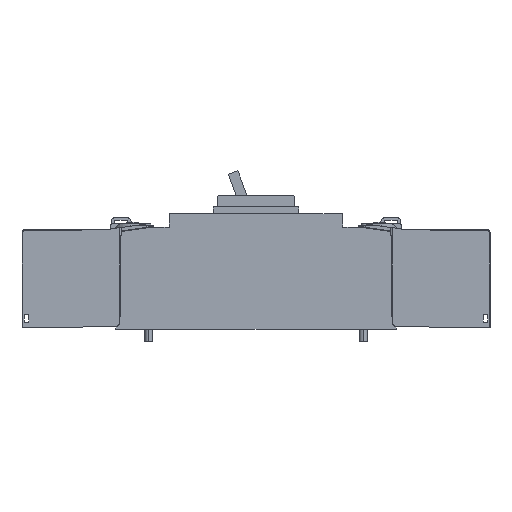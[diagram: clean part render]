
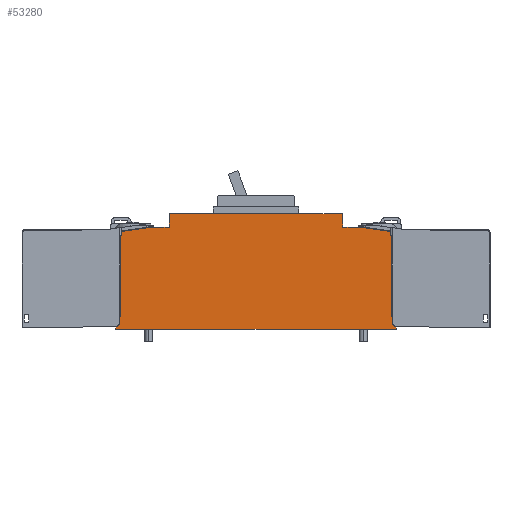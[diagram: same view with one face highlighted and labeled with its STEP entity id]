
A CAD part, left-side view. The second image highlights one B-rep face of the part: STEP entity #53280.
In plain terms, the highlighted planar face has unit normal (-1, 0, 0).
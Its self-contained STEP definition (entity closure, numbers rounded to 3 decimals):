
#7630=CARTESIAN_POINT('',(-2.5,409.221,
-0.001));
#7640=DIRECTION('',(0.,-0.012,1.));
#7650=VECTOR('',#7640,1.);
#7660=LINE('',#7630,#7650);
#7670=CARTESIAN_POINT('',(-2.5,410.047,
-67.594));
#7680=VERTEX_POINT('',#7670);
#7690=CARTESIAN_POINT('',(-2.5,409.398,
-14.501));
#7700=VERTEX_POINT('',#7690);
#7710=EDGE_CURVE('',#7680,#7700,#7660,.T.);
#9420=CARTESIAN_POINT('',(-2.5,381.1,-12.));
#9430=VERTEX_POINT('',#9420);
#9460=CARTESIAN_POINT('',(-2.5,2.644,-12.));
#9470=DIRECTION('',(0.,-1.,0.));
#9480=VECTOR('',#9470,1.);
#9490=LINE('',#9460,#9480);
#9500=CARTESIAN_POINT('',(-2.5,391.6,-12.));
#9510=VERTEX_POINT('',#9500);
#9520=EDGE_CURVE('',#9510,#9430,#9490,.T.);
#11160=CARTESIAN_POINT('',(-2.5,0.,43.036));
#11170=DIRECTION('',(0.,0.99,-0.139));
#11180=VECTOR('',#11170,1.);
#11190=LINE('',#11160,#11180);
#11200=EDGE_CURVE('',#9510,#7700,#11190,.T.);
#15550=CARTESIAN_POINT('',(-2.5,381.1,-4.));
#15560=VERTEX_POINT('',#15550);
#15710=CARTESIAN_POINT('',(-2.5,280.1,-4.));
#15720=VERTEX_POINT('',#15710);
#15750=CARTESIAN_POINT('',(-2.5,0.,-4.));
#15760=DIRECTION('',(0.,-1.,0.));
#15770=VECTOR('',#15760,1.);
#15780=LINE('',#15750,#15770);
#15790=EDGE_CURVE('',#15560,#15720,#15780,.T.);
#17920=CARTESIAN_POINT('',(-2.5,412.6,-72.));
#17930=VERTEX_POINT('',#17920);
#20030=CARTESIAN_POINT('',(-2.5,412.6,-70.523
));
#20040=VERTEX_POINT('',#20030);
#20070=CARTESIAN_POINT('',(-2.5,412.6,0.));
#20080=DIRECTION('',(0.,0.,1.));
#20090=VECTOR('',#20080,1.);
#20100=LINE('',#20070,#20090);
#20110=EDGE_CURVE('',#17930,#20040,#20100,.T.);
#23890=CARTESIAN_POINT('',(-2.5,250.152,
-67.594));
#23900=CARTESIAN_POINT('',(-2.5,250.148,
-67.943));
#23910=CARTESIAN_POINT('',(-2.5,250.049,
-68.465));
#23920=CARTESIAN_POINT('',(-2.5,249.745,
-69.096));
#23930=CARTESIAN_POINT('',(-2.5,249.439,
-69.523));
#23940=CARTESIAN_POINT('',(-2.5,249.062,
-69.89));
#23950=CARTESIAN_POINT('',(-2.5,248.628,
-70.187));
#23960=CARTESIAN_POINT('',(-2.5,248.005,
-70.468));
#23970=CARTESIAN_POINT('',(-2.5,247.5,
-70.555));
#23980=CARTESIAN_POINT('',(-2.5,247.168,
-70.557));
#23990=B_SPLINE_CURVE_WITH_KNOTS('',3,(#23890,#23900,#23910,#23920,
#23930,#23940,#23950,#23960,#23970,#23980),.UNSPECIFIED.,.F.,.F.,(4,1,1,
1,1,1,1,4),(0.,1.046,1.569,2.092,
2.615,3.138,3.661,4.654),
.UNSPECIFIED.);
#24000=CARTESIAN_POINT('',(-2.5,250.152,
-67.594));
#24010=VERTEX_POINT('',#24000);
#24020=CARTESIAN_POINT('',(-2.5,247.734,
-70.5));
#24030=VERTEX_POINT('',#24020);
#24040=EDGE_CURVE('',#24010,#24030,#23990,.T.);
#24730=CARTESIAN_POINT('',(-2.5,381.1,0.));
#24740=DIRECTION('',(0.,0.,-1.));
#24750=VECTOR('',#24740,1.);
#24760=LINE('',#24730,#24750);
#24770=EDGE_CURVE('',#15560,#9430,#24760,.T.);
#36490=CARTESIAN_POINT('',(-2.5,279.1,-5.));
#36500=VERTEX_POINT('',#36490);
#36650=CARTESIAN_POINT('',(-2.5,279.1,-12.));
#36660=VERTEX_POINT('',#36650);
#36690=CARTESIAN_POINT('',(-2.5,279.1,0.));
#36700=DIRECTION('',(0.,0.,-1.));
#36710=VECTOR('',#36700,1.);
#36720=LINE('',#36690,#36710);
#36730=EDGE_CURVE('',#36500,#36660,#36720,.T.);
#38030=CARTESIAN_POINT('',(-2.5,280.1,-5.));
#38040=DIRECTION('',(1.,0.,0.));
#38050=DIRECTION('',(0.,-1.,0.));
#38060=AXIS2_PLACEMENT_3D('',#38030,#38040,#38050);
#38070=CIRCLE('',#38060,1.);
#38080=EDGE_CURVE('',#15720,#36500,#38070,.T.);
#38610=CARTESIAN_POINT('',(-2.5,657.555,
-72.));
#38620=DIRECTION('',(0.,-1.,0.));
#38630=VECTOR('',#38620,1.);
#38640=LINE('',#38610,#38630);
#38650=CARTESIAN_POINT('',(-2.5,247.6,-72.));
#38660=VERTEX_POINT('',#38650);
#38670=EDGE_CURVE('',#17930,#38660,#38640,.T.);
#39610=CARTESIAN_POINT('',(-2.5,250.801,
-14.501));
#39620=VERTEX_POINT('',#39610);
#39650=CARTESIAN_POINT('',(-2.5,0.,-49.749));
#39660=DIRECTION('',(0.,-0.99,-0.139));
#39670=VECTOR('',#39660,1.);
#39680=LINE('',#39650,#39670);
#39690=CARTESIAN_POINT('',(-2.5,268.6,-12.));
#39700=VERTEX_POINT('',#39690);
#39710=EDGE_CURVE('',#39700,#39620,#39680,.T.);
#41070=CARTESIAN_POINT('',(-2.5,657.555,-12.));
#41080=DIRECTION('',(0.,1.,0.));
#41090=VECTOR('',#41080,1.);
#41100=LINE('',#41070,#41090);
#41110=EDGE_CURVE('',#39700,#36660,#41100,.T.);
#52820=CARTESIAN_POINT('',(-2.5,431.318,0.));
#52830=DIRECTION('',(1.,-0.,0.));
#52840=DIRECTION('',(0.,0.,-1.));
#52850=AXIS2_PLACEMENT_3D('',#52820,#52830,#52840);
#52860=PLANE('',#52850);
#52870=CARTESIAN_POINT('',(-2.5,413.047,
-67.557));
#52880=DIRECTION('',(-1.,0.,0.));
#52890=DIRECTION('',(0.,1.,0.));
#52900=AXIS2_PLACEMENT_3D('',#52870,#52880,#52890);
#52910=CIRCLE('',#52900,3.);
#52920=EDGE_CURVE('',#20040,#7680,#52910,.T.);
#52930=ORIENTED_EDGE('',*,*,#52920,.F.);
#52940=ORIENTED_EDGE('',*,*,#7710,.F.);
#52950=ORIENTED_EDGE('',*,*,#11200,.T.);
#52960=ORIENTED_EDGE('',*,*,#9520,.F.);
#52970=ORIENTED_EDGE('',*,*,#24770,.T.);
#52980=ORIENTED_EDGE('',*,*,#15790,.F.);
#52990=ORIENTED_EDGE('',*,*,#38080,.F.);
#53000=ORIENTED_EDGE('',*,*,#36730,.F.);
#53010=ORIENTED_EDGE('',*,*,#41110,.T.);
#53020=ORIENTED_EDGE('',*,*,#39710,.F.);
#53030=CARTESIAN_POINT('',(-2.5,250.152,
-67.594));
#53040=DIRECTION('',(0.,0.012,1.));
#53050=VECTOR('',#53040,1.);
#53060=LINE('',#53030,#53050);
#53070=EDGE_CURVE('',#24010,#39620,#53060,.T.);
#53080=ORIENTED_EDGE('',*,*,#53070,.T.);
#53090=ORIENTED_EDGE('',*,*,#24040,.F.);
#53100=CARTESIAN_POINT('',(-2.5,0.,-70.5));
#53110=DIRECTION('',(0.,-1.,0.));
#53120=VECTOR('',#53110,1.);
#53130=LINE('',#53100,#53120);
#53140=CARTESIAN_POINT('',(-2.5,247.6,-70.5
));
#53150=VERTEX_POINT('',#53140);
#53160=EDGE_CURVE('',#24030,#53150,#53130,.T.);
#53170=ORIENTED_EDGE('',*,*,#53160,.F.);
#53180=CARTESIAN_POINT('',(-2.5,247.6,0.));
#53190=DIRECTION('',(0.,0.,1.));
#53200=VECTOR('',#53190,1.);
#53210=LINE('',#53180,#53200);
#53220=EDGE_CURVE('',#38660,#53150,#53210,.T.);
#53230=ORIENTED_EDGE('',*,*,#53220,.T.);
#53240=ORIENTED_EDGE('',*,*,#38670,.T.);
#53250=ORIENTED_EDGE('',*,*,#20110,.F.);
#53260=EDGE_LOOP('',(#53250,#53240,#53230,#53170,#53090,#53080,#53020,
#53010,#53000,#52990,#52980,#52970,#52960,#52950,#52940,#52930));
#53270=FACE_OUTER_BOUND('',#53260,.T.);
#53280=ADVANCED_FACE('',(#53270),#52860,.F.);
